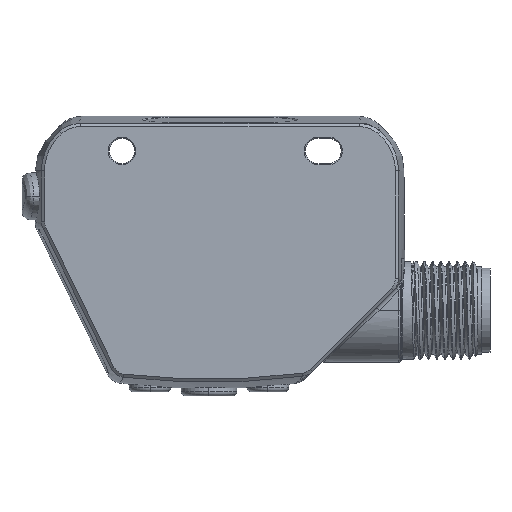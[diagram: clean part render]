
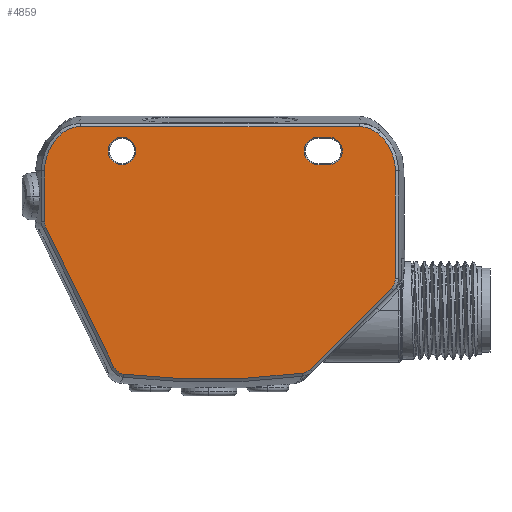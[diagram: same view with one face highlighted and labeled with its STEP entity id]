
A CAD part, left-side view. The second image highlights one B-rep face of the part: STEP entity #4859.
In plain terms, the highlighted planar face has unit normal (-1, 0, 0).
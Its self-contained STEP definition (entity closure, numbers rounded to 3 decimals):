
#1=CARTESIAN_POINT('',(-9.,17.111,-1.304));
#2=CARTESIAN_POINT('',(-9.,17.327,-1.303));
#3=CARTESIAN_POINT('',(-9.,17.762,-1.343));
#4=CARTESIAN_POINT('',(-9.,18.394,-1.517));
#5=CARTESIAN_POINT('',(-9.,18.981,-1.801));
#6=CARTESIAN_POINT('',(-9.,19.33,-2.055));
#7=CARTESIAN_POINT('',(-9.,19.491,-2.195));
#9=DIRECTION('',(0.,1.,0.));
#10=VECTOR('',#9,34.222);
#11=CARTESIAN_POINT('',(-9.,-17.111,-1.304));
#12=LINE('',#11,#10);
#13=CARTESIAN_POINT('',(-9.,-19.491,-2.195));
#14=CARTESIAN_POINT('',(-9.,-19.327,-2.052));
#15=CARTESIAN_POINT('',(-9.,-18.971,-1.795));
#16=CARTESIAN_POINT('',(-9.,-18.379,-1.511));
#17=CARTESIAN_POINT('',(-9.,-17.75,-1.341));
#18=CARTESIAN_POINT('',(-9.,-17.323,-1.303));
#19=CARTESIAN_POINT('',(-9.,-17.111,-1.304));
#21=CARTESIAN_POINT('',(-9.,-21.566,-6.743));
#22=CARTESIAN_POINT('',(-9.,-21.566,-6.402));
#23=CARTESIAN_POINT('',(-9.,-21.507,-5.716));
#24=CARTESIAN_POINT('',(-9.,-21.244,-4.713));
#25=CARTESIAN_POINT('',(-9.,-20.813,-3.77));
#26=CARTESIAN_POINT('',(-9.,-20.229,-2.916));
#27=CARTESIAN_POINT('',(-9.,-19.75,-2.421));
#28=CARTESIAN_POINT('',(-9.,-19.491,-2.195));
#30=DIRECTION('',(0.,0.,1.));
#31=VECTOR('',#30,13.22);
#32=CARTESIAN_POINT('',(-9.,-21.566,-19.963));
#33=LINE('',#32,#31);
#34=CARTESIAN_POINT('',(-9.,-21.065,-21.16));
#35=CARTESIAN_POINT('',(-9.,-21.172,-21.054));
#36=CARTESIAN_POINT('',(-9.,-21.355,-20.814));
#37=CARTESIAN_POINT('',(-9.,-21.527,-20.4));
#38=CARTESIAN_POINT('',(-9.,-21.567,-20.108));
#39=CARTESIAN_POINT('',(-9.,-21.566,-19.963));
#41=DIRECTION('',(0.,-0.707,0.707));
#42=VECTOR('',#41,14.096);
#43=CARTESIAN_POINT('',(-9.,-11.098,-31.127));
#44=LINE('',#43,#42);
#45=CARTESIAN_POINT('',(-9.,-10.099,-31.622));
#46=CARTESIAN_POINT('',(-9.,-10.222,-31.607));
#47=CARTESIAN_POINT('',(-9.,-10.466,-31.547));
#48=CARTESIAN_POINT('',(-9.,-10.808,-31.378));
#49=CARTESIAN_POINT('',(-9.,-11.008,-31.217));
#50=CARTESIAN_POINT('',(-9.,-11.098,-31.127));
#52=CARTESIAN_POINT('',(-9.,1.35,56.503));
#53=DIRECTION('',(-1.,0.,0.));
#54=DIRECTION('',(0.,0.117,-0.993));
#55=AXIS2_PLACEMENT_3D('',#52,#53,#54);
#57=CARTESIAN_POINT('',(-9.,13.036,-30.862));
#58=CARTESIAN_POINT('',(-9.,12.978,-30.982));
#59=CARTESIAN_POINT('',(-9.,12.831,-31.207));
#60=CARTESIAN_POINT('',(-9.,12.536,-31.478));
#61=CARTESIAN_POINT('',(-9.,12.182,-31.667));
#62=CARTESIAN_POINT('',(-9.,11.922,-31.732));
#63=CARTESIAN_POINT('',(-9.,11.79,-31.747));
#65=DIRECTION('',(0.,-0.438,-0.899));
#66=VECTOR('',#65,19.089);
#67=CARTESIAN_POINT('',(-9.,21.404,-13.705));
#68=LINE('',#67,#66);
#69=CARTESIAN_POINT('',(-9.,21.566,-13.006));
#70=CARTESIAN_POINT('',(-9.,21.566,-13.086));
#71=CARTESIAN_POINT('',(-9.,21.554,-13.247));
#72=CARTESIAN_POINT('',(-9.,21.5,-13.482));
#73=CARTESIAN_POINT('',(-9.,21.44,-13.632));
#74=CARTESIAN_POINT('',(-9.,21.404,-13.705));
#76=DIRECTION('',(0.,0.,-1.));
#77=VECTOR('',#76,6.262);
#78=CARTESIAN_POINT('',(-9.,21.566,-6.743));
#79=LINE('',#78,#77);
#80=CARTESIAN_POINT('',(-9.,19.491,-2.195));
#81=CARTESIAN_POINT('',(-9.,19.753,-2.424));
#82=CARTESIAN_POINT('',(-9.,20.235,-2.924));
#83=CARTESIAN_POINT('',(-9.,20.82,-3.784));
#84=CARTESIAN_POINT('',(-9.,21.249,-4.727));
#85=CARTESIAN_POINT('',(-9.,21.508,-5.725));
#86=CARTESIAN_POINT('',(-9.,21.566,-6.405));
#87=CARTESIAN_POINT('',(-9.,21.566,-6.743));
#89=CARTESIAN_POINT('',(-9.,12.05,-4.297));
#90=DIRECTION('',(1.,0.,0.));
#91=DIRECTION('',(0.,0.,1.));
#92=AXIS2_PLACEMENT_3D('',#89,#90,#91);
#94=CARTESIAN_POINT('',(-9.,12.05,-4.297));
#95=DIRECTION('',(1.,0.,0.));
#96=DIRECTION('',(0.,0.,-1.));
#97=AXIS2_PLACEMENT_3D('',#94,#95,#96);
#99=DIRECTION('',(0.,-1.,0.));
#100=VECTOR('',#99,1.3);
#101=CARTESIAN_POINT('',(-9.,-12.05,
-5.997));
#102=LINE('',#101,#100);
#103=CARTESIAN_POINT('',(-9.,-13.35,-4.297));
#104=DIRECTION('',(-1.,0.,0.));
#105=DIRECTION('',(0.,0.,-1.));
#106=AXIS2_PLACEMENT_3D('',#103,#104,#105);
#108=DIRECTION('',(0.,1.,0.));
#109=VECTOR('',#108,1.3);
#110=CARTESIAN_POINT('',(-9.,-13.35,
-2.597));
#111=LINE('',#110,#109);
#112=CARTESIAN_POINT('',(-9.,-12.05,-4.297));
#113=DIRECTION('',(-1.,0.,0.));
#114=DIRECTION('',(0.,0.,1.));
#115=AXIS2_PLACEMENT_3D('',#112,#113,#114);
#4288=VERTEX_POINT('',#1);
#4289=VERTEX_POINT('',#7);
#4292=VERTEX_POINT('',#87);
#4294=CARTESIAN_POINT('',(-9.,21.566,
-13.006));
#4295=VERTEX_POINT('',#4294);
#4298=CARTESIAN_POINT('',(-9.,11.79,-31.747));
#4299=CARTESIAN_POINT('',(-9.,-10.099,-31.622));
#4300=VERTEX_POINT('',#4298);
#4301=VERTEX_POINT('',#4299);
#4306=VERTEX_POINT('',#50);
#4308=CARTESIAN_POINT('',(-9.,-21.065,-21.16));
#4309=VERTEX_POINT('',#4308);
#4312=VERTEX_POINT('',#39);
#4314=CARTESIAN_POINT('',(-9.,-21.566,-6.743));
#4315=VERTEX_POINT('',#4314);
#4318=VERTEX_POINT('',#28);
#4320=VERTEX_POINT('',#19);
#4328=VERTEX_POINT('',#74);
#4330=CARTESIAN_POINT('',(-9.,13.036,
-30.862));
#4331=VERTEX_POINT('',#4330);
#4360=CARTESIAN_POINT('',(-9.,12.05,-2.597));
#4361=CARTESIAN_POINT('',(-9.,12.05,-5.997));
#4362=VERTEX_POINT('',#4360);
#4363=VERTEX_POINT('',#4361);
#4372=CARTESIAN_POINT('',(-9.,-12.05,
-5.997));
#4373=CARTESIAN_POINT('',(-9.,-13.35,
-5.997));
#4374=VERTEX_POINT('',#4372);
#4375=VERTEX_POINT('',#4373);
#4378=CARTESIAN_POINT('',(-9.,-13.35,-2.597));
#4379=VERTEX_POINT('',#4378);
#4382=CARTESIAN_POINT('',(-9.,-12.05,
-2.597));
#4383=VERTEX_POINT('',#4382);
#4808=CARTESIAN_POINT('',(-9.,0.,0.));
#4809=DIRECTION('',(1.,0.,0.));
#4810=DIRECTION('',(0.,0.,-1.));
#4811=AXIS2_PLACEMENT_3D('',#4808,#4809,#4810);
#4812=PLANE('',#4811);
#4814=ORIENTED_EDGE('',*,*,#4813,.F.);
#4816=ORIENTED_EDGE('',*,*,#4815,.F.);
#4818=ORIENTED_EDGE('',*,*,#4817,.F.);
#4820=ORIENTED_EDGE('',*,*,#4819,.F.);
#4822=ORIENTED_EDGE('',*,*,#4821,.F.);
#4824=ORIENTED_EDGE('',*,*,#4823,.F.);
#4826=ORIENTED_EDGE('',*,*,#4825,.F.);
#4828=ORIENTED_EDGE('',*,*,#4827,.F.);
#4830=ORIENTED_EDGE('',*,*,#4829,.F.);
#4832=ORIENTED_EDGE('',*,*,#4831,.F.);
#4834=ORIENTED_EDGE('',*,*,#4833,.F.);
#4836=ORIENTED_EDGE('',*,*,#4835,.F.);
#4838=ORIENTED_EDGE('',*,*,#4837,.F.);
#4840=ORIENTED_EDGE('',*,*,#4839,.F.);
#4841=EDGE_LOOP('',(#4814,#4816,#4818,#4820,#4822,#4824,#4826,#4828,#4830,#4832,
#4834,#4836,#4838,#4840));
#4842=FACE_OUTER_BOUND('',#4841,.F.);
#4844=ORIENTED_EDGE('',*,*,#4843,.F.);
#4846=ORIENTED_EDGE('',*,*,#4845,.F.);
#4847=EDGE_LOOP('',(#4844,#4846));
#4848=FACE_BOUND('',#4847,.F.);
#4850=ORIENTED_EDGE('',*,*,#4849,.T.);
#4852=ORIENTED_EDGE('',*,*,#4851,.T.);
#4854=ORIENTED_EDGE('',*,*,#4853,.T.);
#4856=ORIENTED_EDGE('',*,*,#4855,.T.);
#4857=EDGE_LOOP('',(#4850,#4852,#4854,#4856));
#4858=FACE_BOUND('',#4857,.F.);
#4859=ADVANCED_FACE('',(#4842,#4848,#4858),#4812,.F.);
#8=B_SPLINE_CURVE_WITH_KNOTS('',3,(#1,#2,#3,#4,#5,#6,#7),.UNSPECIFIED.,.F.,.F.,(
4,1,1,1,4),(0.,0.25,0.5,0.75,1.),
.UNSPECIFIED.);
#20=B_SPLINE_CURVE_WITH_KNOTS('',3,(#13,#14,#15,#16,#17,#18,#19),.UNSPECIFIED.,
.F.,.F.,(4,1,1,1,4),(0.,0.25,0.5,0.75,
1.),.UNSPECIFIED.);
#29=B_SPLINE_CURVE_WITH_KNOTS('',3,(#21,#22,#23,#24,#25,#26,#27,#28),
.UNSPECIFIED.,.F.,.F.,(4,1,1,1,1,4),(0.,0.2,0.4,
0.6,0.8,1.),.UNSPECIFIED.);
#40=B_SPLINE_CURVE_WITH_KNOTS('',3,(#34,#35,#36,#37,#38,#39),.UNSPECIFIED.,.F.,
.F.,(4,1,1,4),(0.,0.333,0.667,1.),.UNSPECIFIED.);
#51=B_SPLINE_CURVE_WITH_KNOTS('',3,(#45,#46,#47,#48,#49,#50),.UNSPECIFIED.,.F.,
.F.,(4,1,1,4),(0.,0.333,0.667,1.),.UNSPECIFIED.);
#56=CIRCLE('',#55,88.866);
#64=B_SPLINE_CURVE_WITH_KNOTS('',3,(#57,#58,#59,#60,#61,#62,#63),.UNSPECIFIED.,
.F.,.F.,(4,1,1,1,4),(0.,0.25,0.5,0.75,
1.),.UNSPECIFIED.);
#75=B_SPLINE_CURVE_WITH_KNOTS('',3,(#69,#70,#71,#72,#73,#74),.UNSPECIFIED.,.F.,
.F.,(4,1,1,4),(0.,0.333,0.667,1.),.UNSPECIFIED.);
#88=B_SPLINE_CURVE_WITH_KNOTS('',3,(#80,#81,#82,#83,#84,#85,#86,#87),
.UNSPECIFIED.,.F.,.F.,(4,1,1,1,1,4),(0.,0.2,0.4,
0.6,0.8,1.),.UNSPECIFIED.);
#93=CIRCLE('',#92,1.7);
#98=CIRCLE('',#97,1.7);
#107=CIRCLE('',#106,1.7);
#116=CIRCLE('',#115,1.7);
#4813=EDGE_CURVE('',#4288,#4289,#8,.T.);
#4815=EDGE_CURVE('',#4320,#4288,#12,.T.);
#4817=EDGE_CURVE('',#4318,#4320,#20,.T.);
#4819=EDGE_CURVE('',#4315,#4318,#29,.T.);
#4821=EDGE_CURVE('',#4312,#4315,#33,.T.);
#4823=EDGE_CURVE('',#4309,#4312,#40,.T.);
#4825=EDGE_CURVE('',#4306,#4309,#44,.T.);
#4827=EDGE_CURVE('',#4301,#4306,#51,.T.);
#4829=EDGE_CURVE('',#4300,#4301,#56,.T.);
#4831=EDGE_CURVE('',#4331,#4300,#64,.T.);
#4833=EDGE_CURVE('',#4328,#4331,#68,.T.);
#4835=EDGE_CURVE('',#4295,#4328,#75,.T.);
#4837=EDGE_CURVE('',#4292,#4295,#79,.T.);
#4839=EDGE_CURVE('',#4289,#4292,#88,.T.);
#4843=EDGE_CURVE('',#4362,#4363,#93,.T.);
#4845=EDGE_CURVE('',#4363,#4362,#98,.T.);
#4849=EDGE_CURVE('',#4374,#4375,#102,.T.);
#4851=EDGE_CURVE('',#4375,#4379,#107,.T.);
#4853=EDGE_CURVE('',#4379,#4383,#111,.T.);
#4855=EDGE_CURVE('',#4383,#4374,#116,.T.);
